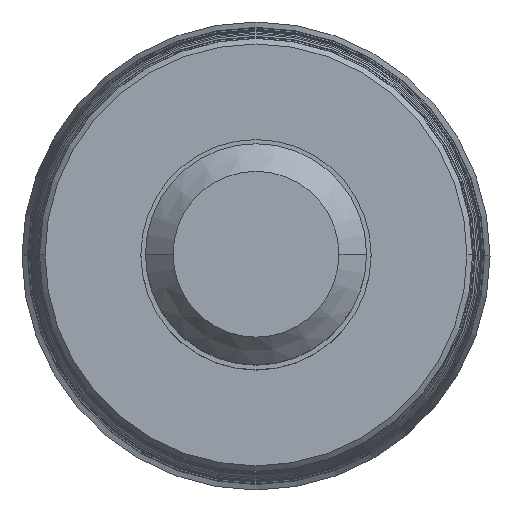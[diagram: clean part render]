
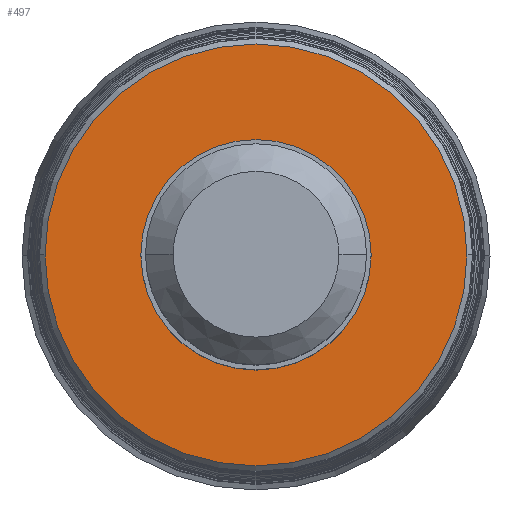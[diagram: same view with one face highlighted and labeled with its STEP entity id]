
A CAD part, top view. The second image highlights one B-rep face of the part: STEP entity #497.
In plain terms, the highlighted planar face has unit normal (0, 0, 1).
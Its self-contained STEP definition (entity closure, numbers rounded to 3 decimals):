
#42=FACE_BOUND('',#919,.T.);
#43=FACE_BOUND('',#920,.T.);
#52=PLANE('',#3523);
#497=ADVANCED_FACE('',(#42,#43),#52,.F.);
#919=EDGE_LOOP('',(#1612,#1613));
#920=EDGE_LOOP('',(#1614,#1615));
#1612=ORIENTED_EDGE('',*,*,#2258,.T.);
#1613=ORIENTED_EDGE('',*,*,#2257,.T.);
#1614=ORIENTED_EDGE('',*,*,#2259,.F.);
#1615=ORIENTED_EDGE('',*,*,#2260,.F.);
#1894=VERTEX_POINT('',#7207);
#1895=VERTEX_POINT('',#7209);
#1896=VERTEX_POINT('',#7214);
#1897=VERTEX_POINT('',#7215);
#2257=EDGE_CURVE('',#1894,#1895,#2805,.T.);
#2258=EDGE_CURVE('',#1895,#1894,#2806,.T.);
#2259=EDGE_CURVE('',#1896,#1897,#2807,.T.);
#2260=EDGE_CURVE('',#1897,#1896,#2808,.T.);
#2805=CIRCLE('',#3518,11.45);
#2806=CIRCLE('',#3520,11.45);
#2807=CIRCLE('',#3521,6.25);
#2808=CIRCLE('',#3522,6.25);
#3518=AXIS2_PLACEMENT_3D('',#7210,#4206,#4207);
#3520=AXIS2_PLACEMENT_3D('',#7212,#4210,#4211);
#3521=AXIS2_PLACEMENT_3D('',#7213,#4212,#4213);
#3522=AXIS2_PLACEMENT_3D('',#7216,#4214,#4215);
#3523=AXIS2_PLACEMENT_3D('',#7217,#4216,#4217);
#4206=DIRECTION('',(0.,0.,1.));
#4207=DIRECTION('',(-1.,0.,0.));
#4210=DIRECTION('',(0.,0.,1.));
#4211=DIRECTION('',(1.,0.,0.));
#4212=DIRECTION('',(0.,0.,1.));
#4213=DIRECTION('',(1.,0.,0.));
#4214=DIRECTION('',(0.,0.,1.));
#4215=DIRECTION('',(-1.,0.,0.));
#4216=DIRECTION('',(0.,0.,-1.));
#4217=DIRECTION('',(-1.,0.,0.));
#7207=CARTESIAN_POINT('',(-11.45,0.,0.));
#7209=CARTESIAN_POINT('',(11.45,0.,0.));
#7210=CARTESIAN_POINT('',(0.,0.,0.));
#7212=CARTESIAN_POINT('',(0.,0.,0.));
#7213=CARTESIAN_POINT('',(0.,0.,0.));
#7214=CARTESIAN_POINT('',(6.25,0.,0.));
#7215=CARTESIAN_POINT('',(-6.25,0.,0.));
#7216=CARTESIAN_POINT('',(0.,0.,0.));
#7217=CARTESIAN_POINT('',(0.,0.,0.));
